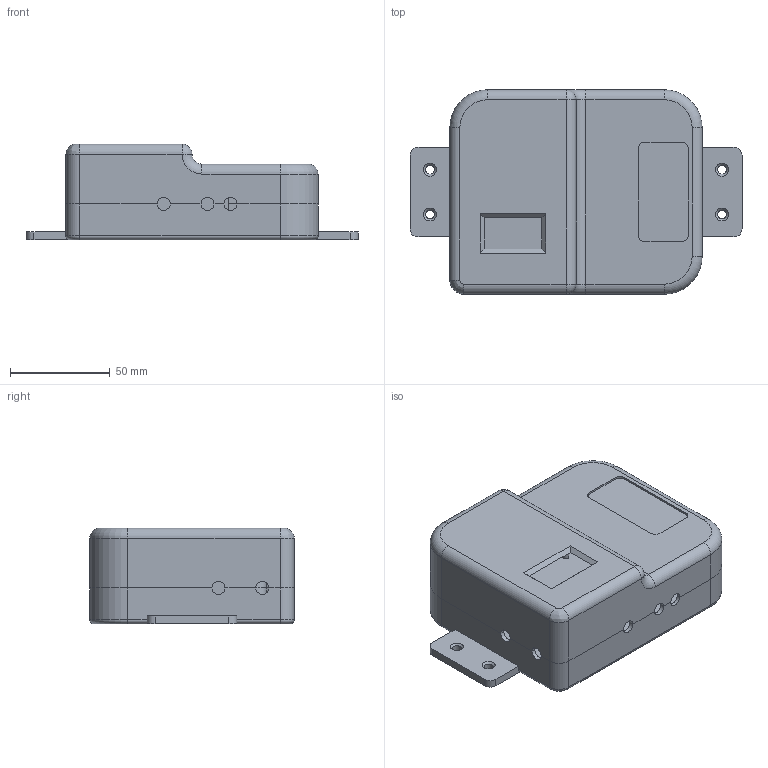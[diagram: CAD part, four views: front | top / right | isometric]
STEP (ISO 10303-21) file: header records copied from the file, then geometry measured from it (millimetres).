
FILE_DESCRIPTION(/* description */ (''),/* implementation_level */ '2;1');
FILE_NAME(/* name */ 'PHECDA_Case_V3 v1.step',/* time_stamp */ '2023-12-13T15:02:11-03:00',/* author */ (''),/* organization */ (''),/* preprocessor_version */ 'ST-DEVELOPER v20',/* originating_system */ 'Autodesk Translation Framework v12.14.0.127',/* authorisation */ '');
FILE_SCHEMA (('AUTOMOTIVE_DESIGN { 1 0 10303 214 3 1 1 }'));
Length unit declared in the file: millimetre
Products named in the file (1): Case_V3
Bounding box: 166.5 x 102.5 x 48 mm (x, y, z)
Volume: 108543.1 mm3; surface area: 94225.3 mm2
Topology: 2 solids, 2 shells, 298 faces, 767 edges, 487 vertices
Faces by surface type: plane 157, cylinder 110, torus 18, cone 7, sphere 5, bspline 1
Full cylindrical faces by diameter (mm): 3 x14, 4.5 x4, 7 x3
Entity records: 9135 total; most frequent: DIRECTION 1618, CARTESIAN_POINT 1613, ORIENTED_EDGE 1534, EDGE_CURVE 767, AXIS2_PLACEMENT_3D 557, LINE 504, VECTOR 504, VERTEX_POINT 487
